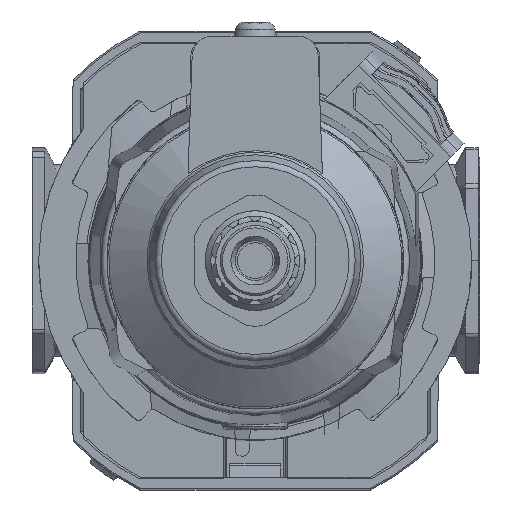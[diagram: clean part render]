
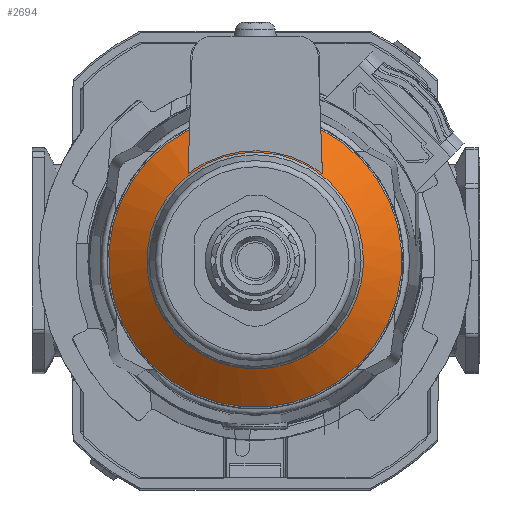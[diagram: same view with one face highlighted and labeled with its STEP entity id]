
A CAD part, front view. The second image highlights one B-rep face of the part: STEP entity #2694.
In plain terms, the highlighted conical face has half-angle 55 degrees and reference radius 23.023 mm.
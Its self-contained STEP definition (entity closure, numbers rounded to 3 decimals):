
#2694 = ADVANCED_FACE( '', ( #5900, #5901 ), #5902, .T. );
#5900 = FACE_BOUND( '', #9868, .T. );
#5901 = FACE_OUTER_BOUND( '', #9869, .T. );
#5902 = CONICAL_SURFACE( '', #9870, 23.023, 0.96 );
#9868 = EDGE_LOOP( '', ( #17710 ) );
#9869 = EDGE_LOOP( '', ( #17711, #17712, #17713, #17714 ) );
#9870 = AXIS2_PLACEMENT_3D( '', #17715, #17716, #17717 );
#17710 = ORIENTED_EDGE( '', *, *, #23792, .F. );
#17711 = ORIENTED_EDGE( '', *, *, #25562, .F. );
#17712 = ORIENTED_EDGE( '', *, *, #24749, .T. );
#17713 = ORIENTED_EDGE( '', *, *, #24302, .T. );
#17714 = ORIENTED_EDGE( '', *, *, #25563, .T. );
#17715 = CARTESIAN_POINT( '', ( 0., 8.923, 0. ) );
#17716 = DIRECTION( '', ( 0., 1., 0. ) );
#17717 = DIRECTION( '', ( 0., 0., 1. ) );
#23792 = EDGE_CURVE( '', #28991, #28991, #28992, .T. );
#24302 = EDGE_CURVE( '', #29814, #29812, #29815, .T. );
#24749 = EDGE_CURVE( '', #30487, #29814, #30488, .T. );
#25562 = EDGE_CURVE( '', #30487, #31629, #31630, .T. );
#25563 = EDGE_CURVE( '', #29812, #31629, #31631, .T. );
#28991 = VERTEX_POINT( '', #36983 );
#28992 = CIRCLE( '', #36984, 17.004 );
#29812 = VERTEX_POINT( '', #38254 );
#29814 = VERTEX_POINT( '', #38259 );
#29815 = CIRCLE( '', #38260, 23.023 );
#30487 = VERTEX_POINT( '', #39498 );
#30488 = B_SPLINE_CURVE_WITH_KNOTS( '', 3, ( #39499, #39500, #39501, #39502, #39503, #39504 ), .UNSPECIFIED., .F., .F., ( 4, 2, 4 ), ( 0., 0.004, 0.008 ), .UNSPECIFIED. );
#31629 = VERTEX_POINT( '', #41457 );
#31630 = CIRCLE( '', #41458, 17.246 );
#31631 = B_SPLINE_CURVE_WITH_KNOTS( '', 3, ( #41459, #41460, #41461, #41462, #41463, #41464 ), .UNSPECIFIED., .F., .F., ( 4, 2, 4 ), ( 0., 0.004, 0.008 ), .UNSPECIFIED. );
#36983 = CARTESIAN_POINT( '', ( 0., 4.709, -17.004 ) );
#36984 = AXIS2_PLACEMENT_3D( '', #45219, #45220, #45221 );
#38254 = CARTESIAN_POINT( '', ( 10.302, 8.923, 20.589 ) );
#38259 = CARTESIAN_POINT( '', ( -10.302, 8.923, 20.589 ) );
#38260 = AXIS2_PLACEMENT_3D( '', #45924, #45925, #45926 );
#39498 = CARTESIAN_POINT( '', ( -10.544, 4.878, 13.646 ) );
#39499 = CARTESIAN_POINT( '', ( -10.544, 4.878, 13.646 ) );
#39500 = CARTESIAN_POINT( '', ( -10.503, 5.514, 14.826 ) );
#39501 = CARTESIAN_POINT( '', ( -10.463, 6.175, 15.99 ) );
#39502 = CARTESIAN_POINT( '', ( -10.382, 7.529, 18.302 ) );
#39503 = CARTESIAN_POINT( '', ( -10.342, 8.221, 19.448 ) );
#39504 = CARTESIAN_POINT( '', ( -10.302, 8.923, 20.589 ) );
#41457 = CARTESIAN_POINT( '', ( 10.544, 4.878, 13.646 ) );
#41458 = AXIS2_PLACEMENT_3D( '', #47416, #47417, #47418 );
#41459 = CARTESIAN_POINT( '', ( 10.302, 8.923, 20.589 ) );
#41460 = CARTESIAN_POINT( '', ( 10.342, 8.221, 19.448 ) );
#41461 = CARTESIAN_POINT( '', ( 10.382, 7.529, 18.302 ) );
#41462 = CARTESIAN_POINT( '', ( 10.463, 6.175, 15.99 ) );
#41463 = CARTESIAN_POINT( '', ( 10.503, 5.514, 14.826 ) );
#41464 = CARTESIAN_POINT( '', ( 10.544, 4.878, 13.646 ) );
#45219 = CARTESIAN_POINT( '', ( 0., 4.709, 0. ) );
#45220 = DIRECTION( '', ( 0., -1., 0. ) );
#45221 = DIRECTION( '', ( 0., 0., -1. ) );
#45924 = CARTESIAN_POINT( '', ( 0., 8.923, 0. ) );
#45925 = DIRECTION( '', ( 0., -1., 0. ) );
#45926 = DIRECTION( '', ( 0., 0., -1. ) );
#47416 = CARTESIAN_POINT( '', ( 0., 4.878, 0. ) );
#47417 = DIRECTION( '', ( 0., 1., 0. ) );
#47418 = DIRECTION( '', ( 0., 0., 1. ) );
